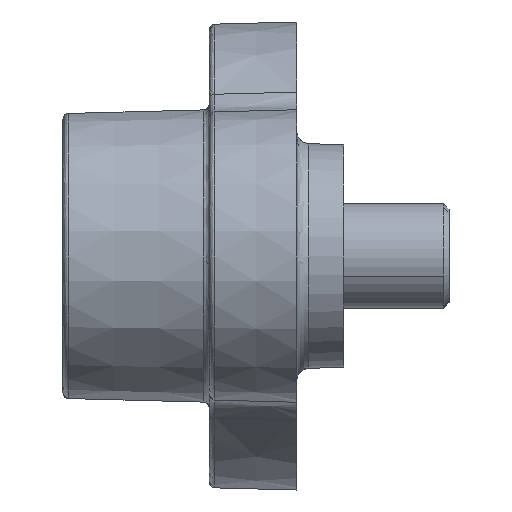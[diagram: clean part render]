
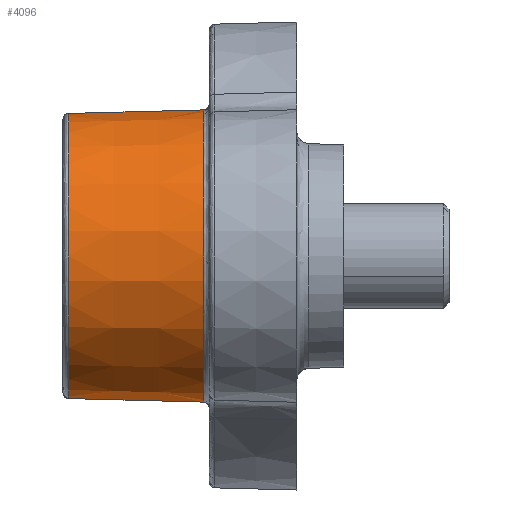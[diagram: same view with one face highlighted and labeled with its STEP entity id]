
A CAD part, left-side view. The second image highlights one B-rep face of the part: STEP entity #4096.
In plain terms, the highlighted conical face has half-angle 1.5 degrees and reference radius 2.497 mm.
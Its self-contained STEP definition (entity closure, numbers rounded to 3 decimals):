
#228 = DIRECTION ( 'NONE',  ( 0., 0., -1. ) ) ;
#282 = EDGE_CURVE ( 'NONE', #1365, #5891, #2114, .T. ) ;
#313 = CIRCLE ( 'NONE', #1703, 2.497 ) ;
#454 = FACE_OUTER_BOUND ( 'NONE', #5291, .T. ) ;
#708 = ORIENTED_EDGE ( 'NONE', *, *, #757, .T. ) ;
#757 = EDGE_CURVE ( 'NONE', #4301, #5891, #3609, .T. ) ;
#801 = CARTESIAN_POINT ( 'NONE',  ( 9., 1.597, 0. ) ) ;
#842 = ORIENTED_EDGE ( 'NONE', *, *, #282, .F. ) ;
#1308 = AXIS2_PLACEMENT_3D ( 'NONE', #1632, #3399, #2238 ) ;
#1365 = VERTEX_POINT ( 'NONE', #5171 ) ;
#1632 = CARTESIAN_POINT ( 'NONE',  ( 9., 3.903, 0. ) ) ;
#1703 = AXIS2_PLACEMENT_3D ( 'NONE', #801, #3300, #228 ) ;
#1832 = CONICAL_SURFACE ( 'NONE', #5717, 2.497, 0.026 ) ;
#2114 = LINE ( 'NONE', #5141, #2279 ) ;
#2238 = DIRECTION ( 'NONE',  ( 0., 0., -1. ) ) ;
#2279 = VECTOR ( 'NONE', #4569, 1000. ) ;
#3300 = DIRECTION ( 'NONE',  ( 0., 1., 0. ) ) ;
#3345 = CARTESIAN_POINT ( 'NONE',  ( 9., 1.597, -2.497 ) ) ;
#3399 = DIRECTION ( 'NONE',  ( 0., -1., 0. ) ) ;
#3609 = CIRCLE ( 'NONE', #1308, 2.437 ) ;
#3637 = DIRECTION ( 'NONE',  ( 0., -1., 0. ) ) ;
#4096 = ADVANCED_FACE ( 'NONE', ( #454 ), #1832, .T. ) ;
#4248 = DIRECTION ( 'NONE',  ( 0., 0., -1. ) ) ;
#4266 = EDGE_CURVE ( 'NONE', #1365, #7221, #313, .T. ) ;
#4301 = VERTEX_POINT ( 'NONE', #4878 ) ;
#4531 = ORIENTED_EDGE ( 'NONE', *, *, #5223, .F. ) ;
#4569 = DIRECTION ( 'NONE',  ( 0., 1., -0.026 ) ) ;
#4878 = CARTESIAN_POINT ( 'NONE',  ( 9., 3.903, -2.437 ) ) ;
#5141 = CARTESIAN_POINT ( 'NONE',  ( 9., 1.5, 2.5 ) ) ;
#5171 = CARTESIAN_POINT ( 'NONE',  ( 9., 1.597, 2.497 ) ) ;
#5223 = EDGE_CURVE ( 'NONE', #4301, #7221, #5554, .T. ) ;
#5291 = EDGE_LOOP ( 'NONE', ( #842, #5775, #4531, #708 ) ) ;
#5554 = LINE ( 'NONE', #7280, #5599 ) ;
#5586 = DIRECTION ( 'NONE',  ( 0., -1., -0.026 ) ) ;
#5599 = VECTOR ( 'NONE', #5586, 1000. ) ;
#5717 = AXIS2_PLACEMENT_3D ( 'NONE', #6862, #3637, #4248 ) ;
#5775 = ORIENTED_EDGE ( 'NONE', *, *, #4266, .T. ) ;
#5891 = VERTEX_POINT ( 'NONE', #6084 ) ;
#6084 = CARTESIAN_POINT ( 'NONE',  ( 9., 3.903, 2.437 ) ) ;
#6862 = CARTESIAN_POINT ( 'NONE',  ( 9., 1.597, 0. ) ) ;
#7221 = VERTEX_POINT ( 'NONE', #3345 ) ;
#7280 = CARTESIAN_POINT ( 'NONE',  ( 9., 1.5, -2.5 ) ) ;
